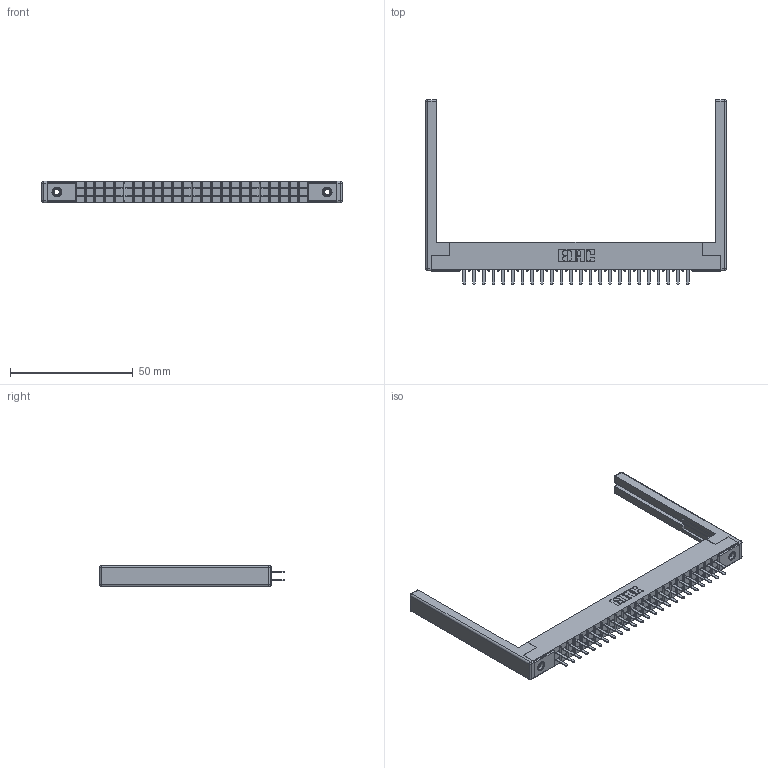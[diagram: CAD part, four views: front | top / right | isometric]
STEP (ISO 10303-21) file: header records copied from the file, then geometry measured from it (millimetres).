
FILE_DESCRIPTION (( 'STEP AP203' ), '1' );
FILE_NAME ('305-048-520-268.STEP', '2019-09-09T21:02:19', ( '' ), ( '' ), 'SwSTEP 2.0', 'SolidWorks 2016', '' );
FILE_SCHEMA (( 'CONFIG_CONTROL_DESIGN' ));
Length unit declared in the file: inch
Products named in the file (5): 305-290-001_520; 307-220-068; 305 Part_.156 Dia; 345-250-001_345-250-001-102; 305-048-520-268
Assembly tree (53 placements, depth 2):
  305-048-520-268
    305 Part_.156 Dia
    305-290-001_520  x48
    345-250-001_345-250-001-102  x2
    307-220-068  x2
Bounding box: 122.53 x 75.39 x 8.71 mm (x, y, z)
Volume: 12247 mm3; surface area: 18687.1 mm2
Topology: 53 solids, 53 shells, 2478 faces, 7018 edges, 4528 vertices
Faces by surface type: plane 1452, cylinder 906, sphere 104, cone 12, torus 4
Entity records: 30816 total; most frequent: CARTESIAN_POINT 5071, ORIENTED_EDGE 5022, DIRECTION 4939, EDGE_CURVE 2511, LINE 2003, VECTOR 2003, VERTEX_POINT 1600, AXIS2_PLACEMENT_3D 1468
